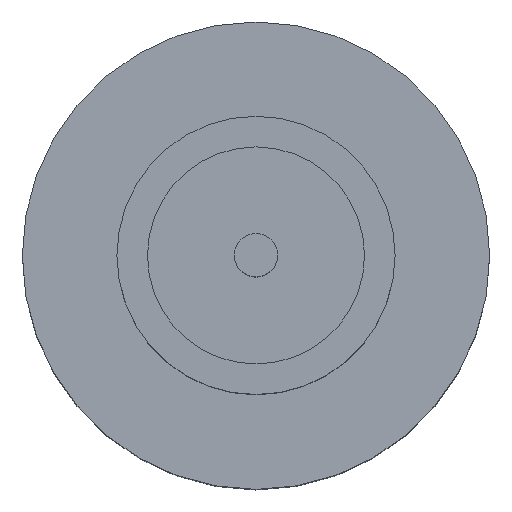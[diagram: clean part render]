
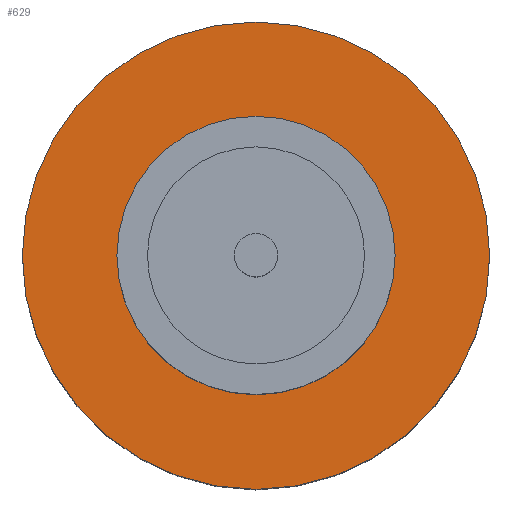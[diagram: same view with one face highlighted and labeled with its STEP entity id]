
A CAD part, top view. The second image highlights one B-rep face of the part: STEP entity #629.
In plain terms, the highlighted planar face has unit normal (0, 0, 1).
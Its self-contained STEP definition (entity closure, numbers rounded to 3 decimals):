
#80 = VERTEX_POINT ( 'NONE', #685 ) ;
#104 = DIRECTION ( 'NONE',  ( 0., 0., 1. ) ) ;
#109 = CARTESIAN_POINT ( 'NONE',  ( 2.1, 0., 1.55 ) ) ;
#122 = ORIENTED_EDGE ( 'NONE', *, *, #827, .F. ) ;
#124 = DIRECTION ( 'NONE',  ( 1., 0., 0. ) ) ;
#129 = CIRCLE ( 'NONE', #519, 1.25 ) ;
#138 = CARTESIAN_POINT ( 'NONE',  ( 0., 0., 1.55 ) ) ;
#163 = ORIENTED_EDGE ( 'NONE', *, *, #625, .T. ) ;
#199 = DIRECTION ( 'NONE',  ( 0., 0., 1. ) ) ;
#212 = DIRECTION ( 'NONE',  ( 1., 0., 0. ) ) ;
#261 = PLANE ( 'NONE',  #679 ) ;
#280 = FACE_BOUND ( 'NONE', #283, .T. ) ;
#283 = EDGE_LOOP ( 'NONE', ( #122, #825 ) ) ;
#306 = VERTEX_POINT ( 'NONE', #371 ) ;
#322 = CARTESIAN_POINT ( 'NONE',  ( 0., 0., 1.55 ) ) ;
#329 = FACE_OUTER_BOUND ( 'NONE', #548, .T. ) ;
#371 = CARTESIAN_POINT ( 'NONE',  ( -1.25, 0., 1.55 ) ) ;
#408 = DIRECTION ( 'NONE',  ( 1., 0., 0. ) ) ;
#413 = CIRCLE ( 'NONE', #659, 2.1 ) ;
#416 = VERTEX_POINT ( 'NONE', #835 ) ;
#424 = CARTESIAN_POINT ( 'NONE',  ( 0., 0., 1.55 ) ) ;
#445 = DIRECTION ( 'NONE',  ( 0., 0., 1. ) ) ;
#485 = EDGE_CURVE ( 'NONE', #306, #416, #129, .T. ) ;
#494 = EDGE_CURVE ( 'NONE', #570, #80, #413, .T. ) ;
#496 = DIRECTION ( 'NONE',  ( 0., 0., 1. ) ) ;
#519 = AXIS2_PLACEMENT_3D ( 'NONE', #322, #833, #837 ) ;
#548 = EDGE_LOOP ( 'NONE', ( #163, #599 ) ) ;
#560 = CARTESIAN_POINT ( 'NONE',  ( 0., 0., 1.55 ) ) ;
#570 = VERTEX_POINT ( 'NONE', #109 ) ;
#599 = ORIENTED_EDGE ( 'NONE', *, *, #494, .T. ) ;
#625 = EDGE_CURVE ( 'NONE', #80, #570, #876, .T. ) ;
#629 = ADVANCED_FACE ( 'NONE', ( #280, #329 ), #261, .T. ) ;
#659 = AXIS2_PLACEMENT_3D ( 'NONE', #686, #104, #408 ) ;
#679 = AXIS2_PLACEMENT_3D ( 'NONE', #560, #496, #124 ) ;
#685 = CARTESIAN_POINT ( 'NONE',  ( -2.1, 0., 1.55 ) ) ;
#686 = CARTESIAN_POINT ( 'NONE',  ( 0., 0., 1.55 ) ) ;
#700 = AXIS2_PLACEMENT_3D ( 'NONE', #138, #445, #212 ) ;
#790 = CIRCLE ( 'NONE', #700, 1.25 ) ;
#825 = ORIENTED_EDGE ( 'NONE', *, *, #485, .F. ) ;
#827 = EDGE_CURVE ( 'NONE', #416, #306, #790, .T. ) ;
#833 = DIRECTION ( 'NONE',  ( 0., 0., 1. ) ) ;
#835 = CARTESIAN_POINT ( 'NONE',  ( 1.25, 0., 1.55 ) ) ;
#837 = DIRECTION ( 'NONE',  ( 1., 0., 0. ) ) ;
#876 = CIRCLE ( 'NONE', #890, 2.1 ) ;
#890 = AXIS2_PLACEMENT_3D ( 'NONE', #424, #199, #954 ) ;
#954 = DIRECTION ( 'NONE',  ( 1., 0., 0. ) ) ;
